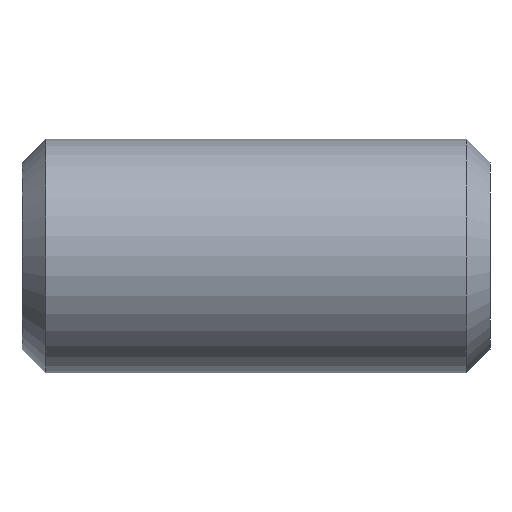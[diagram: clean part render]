
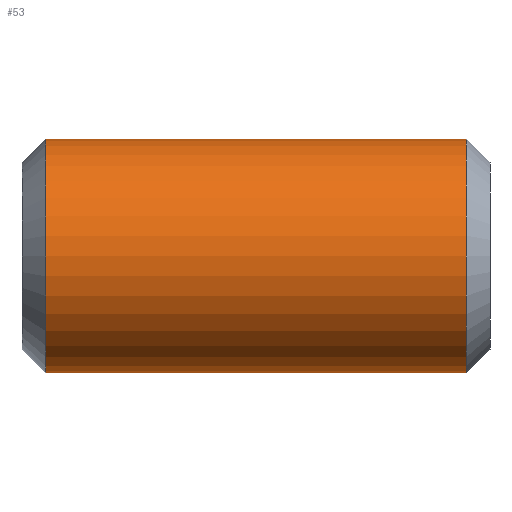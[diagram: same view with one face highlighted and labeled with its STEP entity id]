
A CAD part, front view. The second image highlights one B-rep face of the part: STEP entity #53.
In plain terms, the highlighted cylindrical face has radius 1.5 mm (diameter 3 mm), a full revolution.
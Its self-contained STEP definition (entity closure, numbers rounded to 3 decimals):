
#53 = ADVANCED_FACE( '', ( #107, #108 ), #109, .T. );
#107 = FACE_OUTER_BOUND( '', #159, .T. );
#108 = FACE_OUTER_BOUND( '', #160, .T. );
#109 = CYLINDRICAL_SURFACE( '', #161, 1.5 );
#159 = EDGE_LOOP( '', ( #241 ) );
#160 = EDGE_LOOP( '', ( #242 ) );
#161 = AXIS2_PLACEMENT_3D( '', #243, #244, #245 );
#241 = ORIENTED_EDGE( '', *, *, #306, .F. );
#242 = ORIENTED_EDGE( '', *, *, #307, .T. );
#243 = CARTESIAN_POINT( '', ( 5000., 0., 0. ) );
#244 = DIRECTION( '', ( -1., 0., 0. ) );
#245 = DIRECTION( '', ( 0., 0., -1. ) );
#306 = EDGE_CURVE( '', #357, #357, #358, .T. );
#307 = EDGE_CURVE( '', #359, #359, #360, .T. );
#357 = VERTEX_POINT( '', #427 );
#358 = CIRCLE( '', #428, 1.5 );
#359 = VERTEX_POINT( '', #429 );
#360 = CIRCLE( '', #430, 1.5 );
#427 = CARTESIAN_POINT( '', ( 5.693, 0., -1.5 ) );
#428 = AXIS2_PLACEMENT_3D( '', #463, #464, #465 );
#429 = CARTESIAN_POINT( '', ( 0.306, 0., -1.5 ) );
#430 = AXIS2_PLACEMENT_3D( '', #466, #467, #468 );
#463 = CARTESIAN_POINT( '', ( 5.693, 0., 0. ) );
#464 = DIRECTION( '', ( 1., 0., 0. ) );
#465 = DIRECTION( '', ( 0., 0., -1. ) );
#466 = CARTESIAN_POINT( '', ( 0.306, 0., 0. ) );
#467 = DIRECTION( '', ( 1., 0., 0. ) );
#468 = DIRECTION( '', ( 0., 0., -1. ) );
